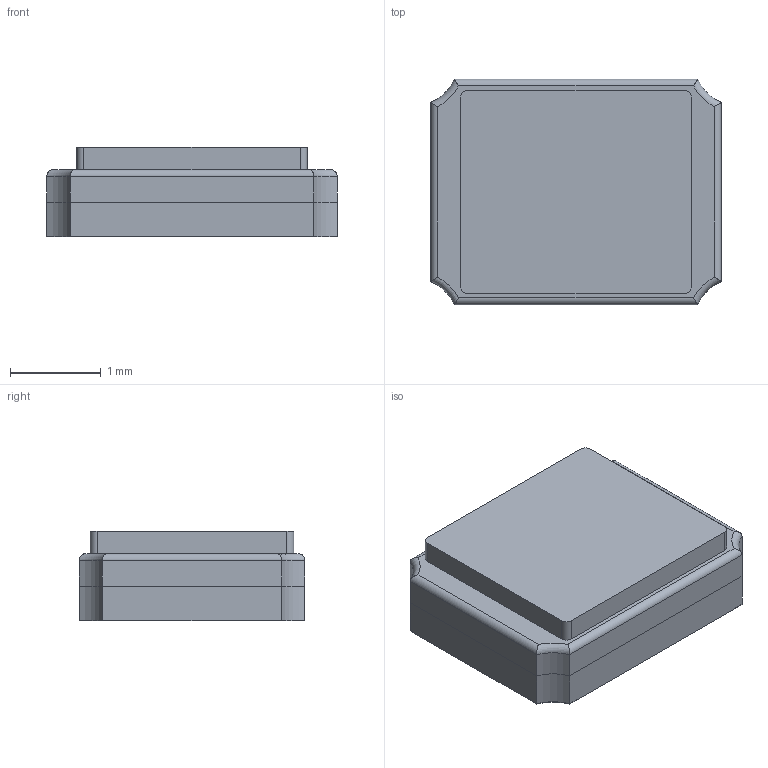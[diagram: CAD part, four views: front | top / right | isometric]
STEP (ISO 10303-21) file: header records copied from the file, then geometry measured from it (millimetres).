
FILE_DESCRIPTION(('FreeCAD Model'),'2;1');
FILE_NAME( 'XTAL320X250X100.step', '2016-09-30T15:44:25',('Author'),(''), 'Open CASCADE STEP processor 6.8','FreeCAD','Unknown');
FILE_SCHEMA(('AUTOMOTIVE_DESIGN_CC2 { 1 2 10303 214 -1 1 5 4 }'));
Length unit declared in the file: millimetre
Products named in the file (2): ASSEMBLY; XTAL320X250X100
Assembly tree (1 placements, depth 2):
  ASSEMBLY
    XTAL320X250X100
Bounding box: 3.2 x 2.49 x 0.99 mm (x, y, z)
Volume: 7.2 mm3; surface area: 25.6 mm2
Topology: 1 solids, 1 shells, 51 faces, 141 edges, 93 vertices
Faces by surface type: plane 27, cylinder 20, torus 4
Entity records: 6356 total; most frequent: CARTESIAN_POINT 3297, DIRECTION 453, ORIENTED_EDGE 282, PCURVE 282, DEFINITIONAL_REPRESENTATION 282, LINE 279, VECTOR 279, EDGE_CURVE 141
